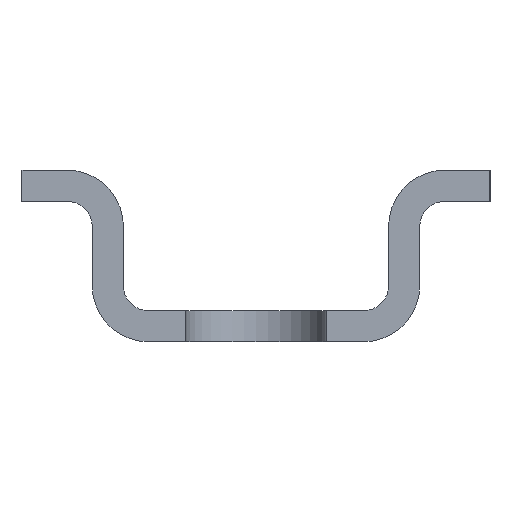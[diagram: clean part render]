
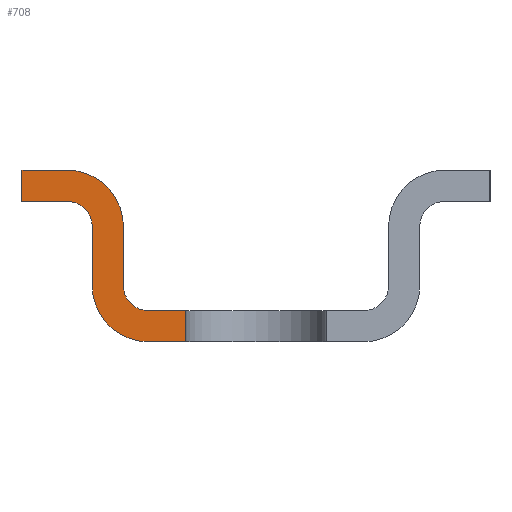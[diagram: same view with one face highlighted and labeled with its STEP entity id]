
A CAD part, left-side view. The second image highlights one B-rep face of the part: STEP entity #708.
In plain terms, the highlighted planar face has unit normal (-1, 0, 0).
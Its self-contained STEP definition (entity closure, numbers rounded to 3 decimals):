
#211=AXIS2_PLACEMENT_3D('Circle Axis2P3D',#209,#210,$) ;
#273=AXIS2_PLACEMENT_3D('Circle Axis2P3D',#271,#272,$) ;
#392=AXIS2_PLACEMENT_3D('Circle Axis2P3D',#390,#391,$) ;
#454=AXIS2_PLACEMENT_3D('Circle Axis2P3D',#452,#453,$) ;
#673=AXIS2_PLACEMENT_3D('Plane Axis2P3D',#670,#671,#672) ;
#204=CARTESIAN_POINT('Vertex',(0.,10.95,0.)) ;
#209=CARTESIAN_POINT('Axis2P3D Location',(0.,10.95,1.8)) ;
#213=CARTESIAN_POINT('Vertex',(0.,12.75,1.8)) ;
#240=CARTESIAN_POINT('Line Origine',(0.,12.75,2.75)) ;
#244=CARTESIAN_POINT('Vertex',(0.,12.75,3.7)) ;
#271=CARTESIAN_POINT('Axis2P3D Location',(0.,13.55,3.7)) ;
#275=CARTESIAN_POINT('Vertex',(0.,13.55,4.5)) ;
#297=CARTESIAN_POINT('Line Origine',(0.,14.275,4.5)) ;
#301=CARTESIAN_POINT('Vertex',(0.,15.,4.5)) ;
#328=CARTESIAN_POINT('Line Origine',(0.,15.,5.)) ;
#332=CARTESIAN_POINT('Vertex',(0.,15.,5.5)) ;
#359=CARTESIAN_POINT('Line Origine',(0.,14.275,5.5)) ;
#363=CARTESIAN_POINT('Vertex',(0.,13.55,5.5)) ;
#390=CARTESIAN_POINT('Axis2P3D Location',(0.,13.55,3.7)) ;
#394=CARTESIAN_POINT('Vertex',(0.,11.75,3.7)) ;
#421=CARTESIAN_POINT('Line Origine',(0.,11.75,2.75)) ;
#425=CARTESIAN_POINT('Vertex',(0.,11.75,1.8)) ;
#452=CARTESIAN_POINT('Axis2P3D Location',(0.,10.95,1.8)) ;
#456=CARTESIAN_POINT('Vertex',(0.,10.95,1.)) ;
#670=CARTESIAN_POINT('Axis2P3D Location',(0.,0.,0.)) ;
#675=CARTESIAN_POINT('Line Origine',(0.,9.75,0.5)) ;
#679=CARTESIAN_POINT('Vertex',(0.,9.75,0.)) ;
#681=CARTESIAN_POINT('Vertex',(0.,9.75,1.)) ;
#684=CARTESIAN_POINT('Line Origine',(0.,10.35,1.)) ;
#689=CARTESIAN_POINT('Line Origine',(0.,10.35,0.)) ;
#210=DIRECTION('Axis2P3D Direction',(1.,0.,0.)) ;
#241=DIRECTION('Vector Direction',(0.,0.,-1.)) ;
#272=DIRECTION('Axis2P3D Direction',(1.,0.,0.)) ;
#298=DIRECTION('Vector Direction',(0.,-1.,0.)) ;
#329=DIRECTION('Vector Direction',(0.,0.,-1.)) ;
#360=DIRECTION('Vector Direction',(0.,1.,0.)) ;
#391=DIRECTION('Axis2P3D Direction',(1.,0.,0.)) ;
#422=DIRECTION('Vector Direction',(0.,0.,1.)) ;
#453=DIRECTION('Axis2P3D Direction',(1.,0.,0.)) ;
#671=DIRECTION('Axis2P3D Direction',(1.,0.,0.)) ;
#672=DIRECTION('Axis2P3D XDirection',(0.,1.,0.)) ;
#676=DIRECTION('Vector Direction',(0.,0.,1.)) ;
#685=DIRECTION('Vector Direction',(0.,1.,0.)) ;
#690=DIRECTION('Vector Direction',(0.,-1.,0.)) ;
#242=VECTOR('Line Direction',#241,1.) ;
#299=VECTOR('Line Direction',#298,1.) ;
#330=VECTOR('Line Direction',#329,1.) ;
#361=VECTOR('Line Direction',#360,1.) ;
#423=VECTOR('Line Direction',#422,1.) ;
#677=VECTOR('Line Direction',#676,1.) ;
#686=VECTOR('Line Direction',#685,1.) ;
#691=VECTOR('Line Direction',#690,1.) ;
#695=ORIENTED_EDGE('',*,*,#683,.T.) ;
#696=ORIENTED_EDGE('',*,*,#688,.F.) ;
#697=ORIENTED_EDGE('',*,*,#458,.F.) ;
#698=ORIENTED_EDGE('',*,*,#427,.F.) ;
#699=ORIENTED_EDGE('',*,*,#396,.F.) ;
#700=ORIENTED_EDGE('',*,*,#365,.F.) ;
#701=ORIENTED_EDGE('',*,*,#334,.F.) ;
#702=ORIENTED_EDGE('',*,*,#303,.F.) ;
#703=ORIENTED_EDGE('',*,*,#277,.F.) ;
#704=ORIENTED_EDGE('',*,*,#246,.F.) ;
#705=ORIENTED_EDGE('',*,*,#215,.F.) ;
#706=ORIENTED_EDGE('',*,*,#693,.F.) ;
#708=ADVANCED_FACE('K\X2\00F6\X0\rper.3',(#707),#674,.F.) ;
#212=CIRCLE('generated circle',#211,1.8) ;
#274=CIRCLE('generated circle',#273,0.8) ;
#393=CIRCLE('generated circle',#392,1.8) ;
#455=CIRCLE('generated circle',#454,0.8) ;
#215=EDGE_CURVE('',#205,#214,#212,.T.) ;
#246=EDGE_CURVE('',#214,#245,#243,.F.) ;
#277=EDGE_CURVE('',#245,#276,#274,.F.) ;
#303=EDGE_CURVE('',#276,#302,#300,.F.) ;
#334=EDGE_CURVE('',#302,#333,#331,.F.) ;
#365=EDGE_CURVE('',#333,#364,#362,.F.) ;
#396=EDGE_CURVE('',#364,#395,#393,.T.) ;
#427=EDGE_CURVE('',#395,#426,#424,.F.) ;
#458=EDGE_CURVE('',#426,#457,#455,.F.) ;
#683=EDGE_CURVE('',#680,#682,#678,.T.) ;
#688=EDGE_CURVE('',#457,#682,#687,.F.) ;
#693=EDGE_CURVE('',#680,#205,#692,.F.) ;
#694=EDGE_LOOP('',(#695,#696,#697,#698,#699,#700,#701,#702,#703,#704,#705,#706)) ;
#707=FACE_OUTER_BOUND('',#694,.T.) ;
#243=LINE('Line',#240,#242) ;
#300=LINE('Line',#297,#299) ;
#331=LINE('Line',#328,#330) ;
#362=LINE('Line',#359,#361) ;
#424=LINE('Line',#421,#423) ;
#678=LINE('Line',#675,#677) ;
#687=LINE('Line',#684,#686) ;
#692=LINE('Line',#689,#691) ;
#674=PLANE('',#673) ;
#205=VERTEX_POINT('',#204) ;
#214=VERTEX_POINT('',#213) ;
#245=VERTEX_POINT('',#244) ;
#276=VERTEX_POINT('',#275) ;
#302=VERTEX_POINT('',#301) ;
#333=VERTEX_POINT('',#332) ;
#364=VERTEX_POINT('',#363) ;
#395=VERTEX_POINT('',#394) ;
#426=VERTEX_POINT('',#425) ;
#457=VERTEX_POINT('',#456) ;
#680=VERTEX_POINT('',#679) ;
#682=VERTEX_POINT('',#681) ;
